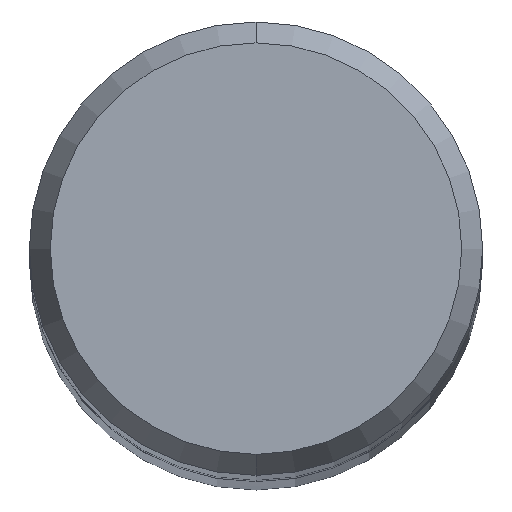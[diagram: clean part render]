
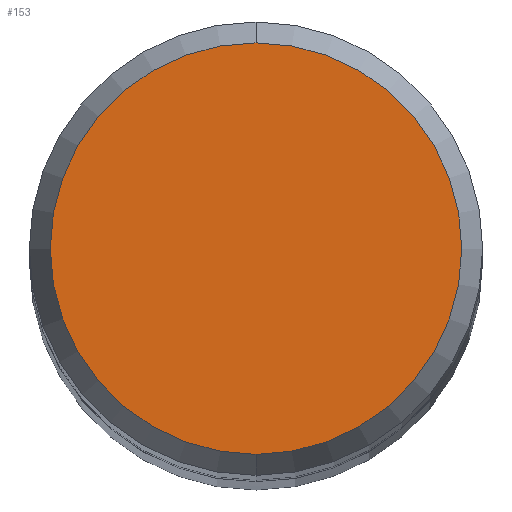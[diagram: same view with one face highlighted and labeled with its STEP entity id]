
A CAD part, top view. The second image highlights one B-rep face of the part: STEP entity #153.
In plain terms, the highlighted planar face has unit normal (0, 0, 1).
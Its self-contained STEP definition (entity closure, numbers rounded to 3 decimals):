
#133=VERTEX_POINT('',#289);
#149=VERTEX_POINT('',#307);
#153=ADVANCED_FACE('',(#311),#312,.T.);
#155=EDGE_CURVE('',#149,#133,#314,.T.);
#185=EDGE_CURVE('',#133,#149,#346,.T.);
#289=CARTESIAN_POINT('',(0.0,4.507,0.0));
#307=CARTESIAN_POINT('',(0.,-4.507,0.0));
#311=FACE_OUTER_BOUND('',#491,.T.);
#312=PLANE('',#492);
#314=CIRCLE('',#495,4.507);
#346=CIRCLE('',#534,4.507);
#491=EDGE_LOOP('',(#676,#677));
#492=AXIS2_PLACEMENT_3D('',#678,#679,#680);
#495=AXIS2_PLACEMENT_3D('',#681,#682,#683);
#534=AXIS2_PLACEMENT_3D('',#713,#714,#715);
#676=ORIENTED_EDGE('',*,*,#185,.F.);
#677=ORIENTED_EDGE('',*,*,#155,.F.);
#678=CARTESIAN_POINT('',(0.0,2.254,0.0));
#679=DIRECTION('',(-0.0,0.0,1.0));
#680=DIRECTION('',(0.0,-1.0,0.0));
#681=CARTESIAN_POINT('',(0.0,0.0,0.0));
#682=DIRECTION('',(0.0,0.0,-1.0));
#683=DIRECTION('',(0.0,1.0,0.0));
#713=CARTESIAN_POINT('',(0.0,0.0,0.0));
#714=DIRECTION('',(0.0,0.0,-1.0));
#715=DIRECTION('',(0.0,1.0,0.0));
